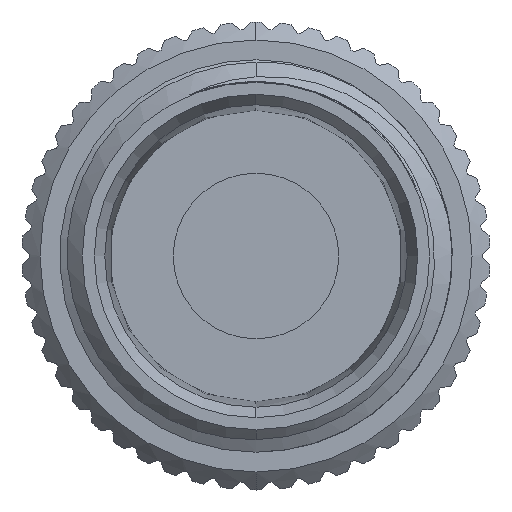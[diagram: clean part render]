
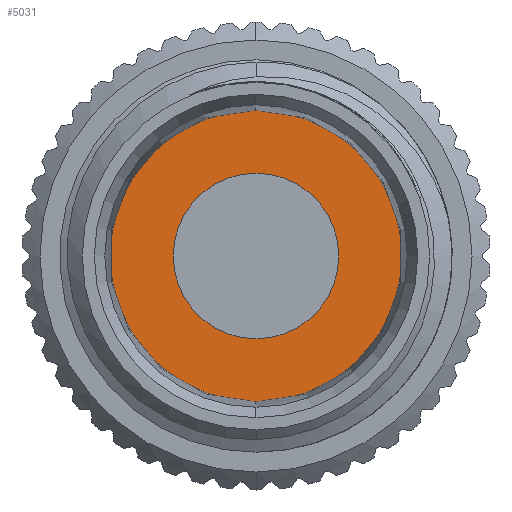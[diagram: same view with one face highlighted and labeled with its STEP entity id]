
A CAD part, left-side view. The second image highlights one B-rep face of the part: STEP entity #5031.
In plain terms, the highlighted planar face has unit normal (-1, 0, 0).
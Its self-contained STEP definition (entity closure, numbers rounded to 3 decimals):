
#219 = DIRECTION ( 'NONE',  ( 1., 0., 0. ) ) ;
#814 = CARTESIAN_POINT ( 'NONE',  ( 8.41, 0., 4.05 ) ) ;
#886 = DIRECTION ( 'NONE',  ( 1., 0., 0. ) ) ;
#1052 = CARTESIAN_POINT ( 'NONE',  ( 8.41, 0., -4.05 ) ) ;
#1143 = FACE_BOUND ( 'NONE', #7505, .T. ) ;
#1318 = DIRECTION ( 'NONE',  ( 0., 0., -1. ) ) ;
#1327 = EDGE_CURVE ( 'NONE', #8188, #2871, #7961, .T. ) ;
#1505 = DIRECTION ( 'NONE',  ( 1., 0., 0. ) ) ;
#2046 = DIRECTION ( 'NONE',  ( 1., 0., 0. ) ) ;
#2119 = CARTESIAN_POINT ( 'NONE',  ( 8.41, 0., 2.3 ) ) ;
#2871 = VERTEX_POINT ( 'NONE', #1052 ) ;
#2906 = CARTESIAN_POINT ( 'NONE',  ( 8.41, 0., 0. ) ) ;
#2990 = AXIS2_PLACEMENT_3D ( 'NONE', #2906, #1505, #8094 ) ;
#3257 = VERTEX_POINT ( 'NONE', #5582 ) ;
#3466 = AXIS2_PLACEMENT_3D ( 'NONE', #8670, #219, #6710 ) ;
#3550 = DIRECTION ( 'NONE',  ( 0., 0., -1. ) ) ;
#4511 = AXIS2_PLACEMENT_3D ( 'NONE', #4814, #9323, #3550 ) ;
#4741 = EDGE_CURVE ( 'NONE', #8597, #3257, #8437, .T. ) ;
#4814 = CARTESIAN_POINT ( 'NONE',  ( 8.41, -2.3, 0. ) ) ;
#5031 = ADVANCED_FACE ( 'NONE', ( #5546, #1143 ), #6466, .F. ) ;
#5290 = ORIENTED_EDGE ( 'NONE', *, *, #6272, .T. ) ;
#5446 = ORIENTED_EDGE ( 'NONE', *, *, #8299, .F. ) ;
#5546 = FACE_OUTER_BOUND ( 'NONE', #9339, .T. ) ;
#5582 = CARTESIAN_POINT ( 'NONE',  ( 8.41, 0., -2.3 ) ) ;
#5709 = CARTESIAN_POINT ( 'NONE',  ( 8.41, 0., 0. ) ) ;
#5765 = CIRCLE ( 'NONE', #2990, 4.05 ) ;
#6094 = AXIS2_PLACEMENT_3D ( 'NONE', #8977, #886, #6936 ) ;
#6272 = EDGE_CURVE ( 'NONE', #3257, #8597, #9363, .T. ) ;
#6466 = PLANE ( 'NONE',  #4511 ) ;
#6710 = DIRECTION ( 'NONE',  ( 0., 0., -1. ) ) ;
#6883 = AXIS2_PLACEMENT_3D ( 'NONE', #5709, #2046, #1318 ) ;
#6936 = DIRECTION ( 'NONE',  ( 0., 0., -1. ) ) ;
#7163 = ORIENTED_EDGE ( 'NONE', *, *, #1327, .F. ) ;
#7505 = EDGE_LOOP ( 'NONE', ( #5290, #9221 ) ) ;
#7961 = CIRCLE ( 'NONE', #3466, 4.05 ) ;
#8094 = DIRECTION ( 'NONE',  ( 0., 0., -1. ) ) ;
#8188 = VERTEX_POINT ( 'NONE', #814 ) ;
#8299 = EDGE_CURVE ( 'NONE', #2871, #8188, #5765, .T. ) ;
#8437 = CIRCLE ( 'NONE', #6094, 2.3 ) ;
#8597 = VERTEX_POINT ( 'NONE', #2119 ) ;
#8670 = CARTESIAN_POINT ( 'NONE',  ( 8.41, 0., 0. ) ) ;
#8977 = CARTESIAN_POINT ( 'NONE',  ( 8.41, 0., 0. ) ) ;
#9221 = ORIENTED_EDGE ( 'NONE', *, *, #4741, .T. ) ;
#9323 = DIRECTION ( 'NONE',  ( 1., 0., 0. ) ) ;
#9339 = EDGE_LOOP ( 'NONE', ( #7163, #5446 ) ) ;
#9363 = CIRCLE ( 'NONE', #6883, 2.3 ) ;
